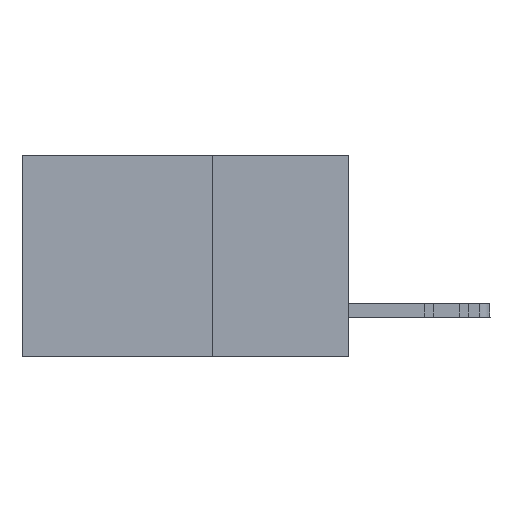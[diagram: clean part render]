
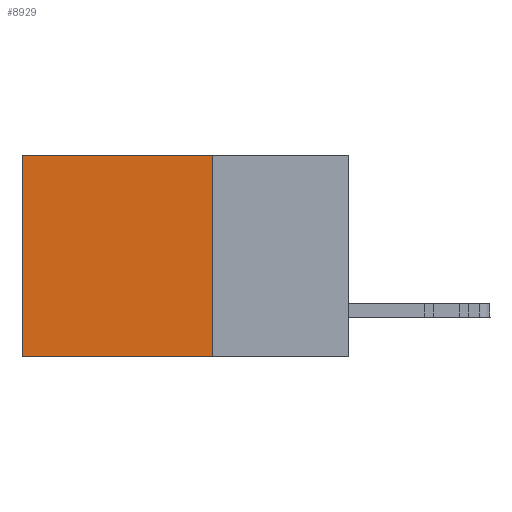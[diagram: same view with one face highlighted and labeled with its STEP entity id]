
A CAD part, left-side view. The second image highlights one B-rep face of the part: STEP entity #8929.
In plain terms, the highlighted planar face has unit normal (-1, 0, 0).
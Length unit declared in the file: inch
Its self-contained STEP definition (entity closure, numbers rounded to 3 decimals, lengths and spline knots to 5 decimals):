
#1228 = VECTOR ( 'NONE', #26553, 39.37008 ) ;
#2167 = EDGE_CURVE ( 'NONE', #4648, #22955, #7604, .T. ) ;
#3734 = LINE ( 'NONE', #5709, #1228 ) ;
#3929 = CARTESIAN_POINT ( 'NONE',  ( 0.298, 0.6, 0. ) ) ;
#4438 = DIRECTION ( 'NONE',  ( 0., 1., 0. ) ) ;
#4449 = CARTESIAN_POINT ( 'NONE',  ( 0.298, 0.25, -0.37 ) ) ;
#4648 = VERTEX_POINT ( 'NONE', #4449 ) ;
#5709 = CARTESIAN_POINT ( 'NONE',  ( 0.298, 0.25, 0. ) ) ;
#6280 = ORIENTED_EDGE ( 'NONE', *, *, #12520, .F. ) ;
#6338 = PLANE ( 'NONE',  #21809 ) ;
#7604 = LINE ( 'NONE', #16142, #23094 ) ;
#8929 = ADVANCED_FACE ( 'NONE', ( #24127 ), #6338, .F. ) ;
#9368 = ORIENTED_EDGE ( 'NONE', *, *, #15073, .T. ) ;
#10564 = ORIENTED_EDGE ( 'NONE', *, *, #2167, .F. ) ;
#10648 = CARTESIAN_POINT ( 'NONE',  ( 0.298, 0.25, 0. ) ) ;
#10703 = DIRECTION ( 'NONE',  ( 1., 0., 0. ) ) ;
#10808 = CARTESIAN_POINT ( 'NONE',  ( 0.298, 0.25, 0. ) ) ;
#12268 = EDGE_LOOP ( 'NONE', ( #9368, #10564, #6280, #14749 ) ) ;
#12520 = EDGE_CURVE ( 'NONE', #16363, #4648, #3734, .T. ) ;
#13029 = LINE ( 'NONE', #10648, #24204 ) ;
#14749 = ORIENTED_EDGE ( 'NONE', *, *, #26261, .T. ) ;
#15073 = EDGE_CURVE ( 'NONE', #19214, #22955, #16082, .T. ) ;
#16082 = LINE ( 'NONE', #3929, #29834 ) ;
#16142 = CARTESIAN_POINT ( 'NONE',  ( 0.298, 0.25, -0.37 ) ) ;
#16363 = VERTEX_POINT ( 'NONE', #28050 ) ;
#19214 = VERTEX_POINT ( 'NONE', #24771 ) ;
#19565 = CARTESIAN_POINT ( 'NONE',  ( 0.298, 0.6, -0.37 ) ) ;
#21492 = DIRECTION ( 'NONE',  ( 0., 1., 0. ) ) ;
#21809 = AXIS2_PLACEMENT_3D ( 'NONE', #10808, #10703, #22428 ) ;
#22428 = DIRECTION ( 'NONE',  ( 0., 0., -1. ) ) ;
#22955 = VERTEX_POINT ( 'NONE', #19565 ) ;
#23094 = VECTOR ( 'NONE', #21492, 39.37008 ) ;
#24127 = FACE_OUTER_BOUND ( 'NONE', #12268, .T. ) ;
#24204 = VECTOR ( 'NONE', #4438, 39.37008 ) ;
#24771 = CARTESIAN_POINT ( 'NONE',  ( 0.298, 0.6, 0. ) ) ;
#26261 = EDGE_CURVE ( 'NONE', #16363, #19214, #13029, .T. ) ;
#26553 = DIRECTION ( 'NONE',  ( 0., 0., -1. ) ) ;
#27333 = DIRECTION ( 'NONE',  ( 0., 0., -1. ) ) ;
#28050 = CARTESIAN_POINT ( 'NONE',  ( 0.298, 0.25, 0. ) ) ;
#29834 = VECTOR ( 'NONE', #27333, 39.37008 ) ;
